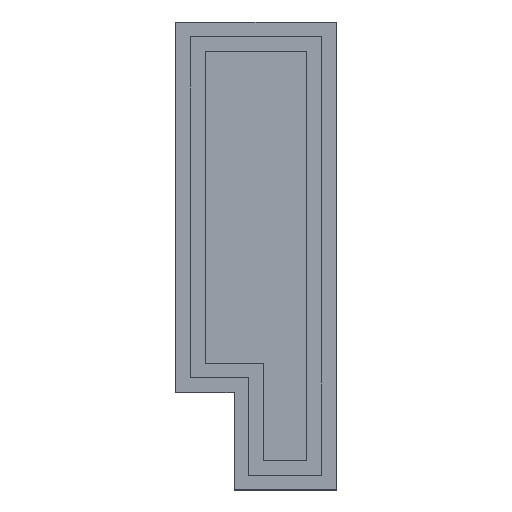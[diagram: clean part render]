
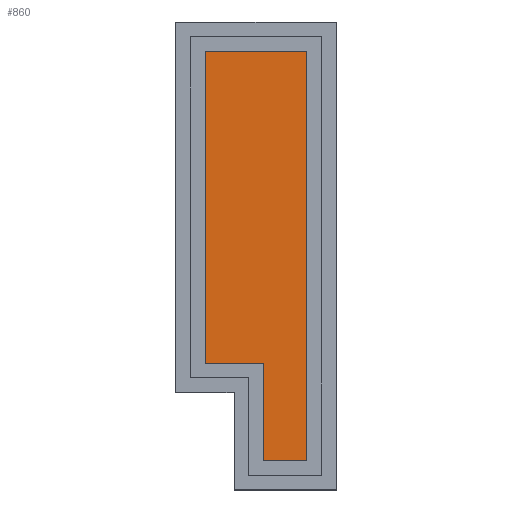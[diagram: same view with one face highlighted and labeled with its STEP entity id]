
A CAD part, top view. The second image highlights one B-rep face of the part: STEP entity #860.
In plain terms, the highlighted planar face has unit normal (0, 0, 1).
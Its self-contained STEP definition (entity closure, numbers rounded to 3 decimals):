
#721 = VERTEX_POINT('',#722);
#722 = CARTESIAN_POINT('',(-21.55,64.55,-11.6));
#730 = VERTEX_POINT('',#731);
#731 = CARTESIAN_POINT('',(-21.55,13.4,-11.6));
#737 = EDGE_CURVE('',#721,#730,#738,.T.);
#738 = LINE('',#739,#740);
#739 = CARTESIAN_POINT('',(-21.55,64.55,-11.6));
#740 = VECTOR('',#741,1.);
#741 = DIRECTION('',(0.,-1.,0.));
#752 = VERTEX_POINT('',#753);
#753 = CARTESIAN_POINT('',(-12.,13.4,-11.6));
#761 = EDGE_CURVE('',#752,#730,#762,.T.);
#762 = LINE('',#763,#764);
#763 = CARTESIAN_POINT('',(-12.,13.4,-11.6));
#764 = VECTOR('',#765,1.);
#765 = DIRECTION('',(-1.,0.,0.));
#776 = VERTEX_POINT('',#777);
#777 = CARTESIAN_POINT('',(-12.,-2.55,-11.6));
#785 = EDGE_CURVE('',#776,#752,#786,.T.);
#786 = LINE('',#787,#788);
#787 = CARTESIAN_POINT('',(-12.,-2.55,-11.6));
#788 = VECTOR('',#789,1.);
#789 = DIRECTION('',(0.,1.,0.));
#800 = VERTEX_POINT('',#801);
#801 = CARTESIAN_POINT('',(-4.85,-2.55,-11.6));
#809 = EDGE_CURVE('',#800,#776,#810,.T.);
#810 = LINE('',#811,#812);
#811 = CARTESIAN_POINT('',(-4.85,-2.55,-11.6));
#812 = VECTOR('',#813,1.);
#813 = DIRECTION('',(-1.,0.,0.));
#824 = VERTEX_POINT('',#825);
#825 = CARTESIAN_POINT('',(-4.85,64.55,-11.6));
#833 = EDGE_CURVE('',#824,#800,#834,.T.);
#834 = LINE('',#835,#836);
#835 = CARTESIAN_POINT('',(-4.85,64.55,-11.6));
#836 = VECTOR('',#837,1.);
#837 = DIRECTION('',(0.,-1.,0.));
#850 = EDGE_CURVE('',#721,#824,#851,.T.);
#851 = LINE('',#852,#853);
#852 = CARTESIAN_POINT('',(-21.55,64.55,-11.6));
#853 = VECTOR('',#854,1.);
#854 = DIRECTION('',(1.,0.,0.));
#860 = ADVANCED_FACE('',(#861),#869,.T.);
#861 = FACE_BOUND('',#862,.T.);
#862 = EDGE_LOOP('',(#863,#864,#865,#866,#867,#868));
#863 = ORIENTED_EDGE('',*,*,#850,.F.);
#864 = ORIENTED_EDGE('',*,*,#737,.T.);
#865 = ORIENTED_EDGE('',*,*,#761,.F.);
#866 = ORIENTED_EDGE('',*,*,#785,.F.);
#867 = ORIENTED_EDGE('',*,*,#809,.F.);
#868 = ORIENTED_EDGE('',*,*,#833,.F.);
#869 = PLANE('',#870);
#870 = AXIS2_PLACEMENT_3D('',#871,#872,#873);
#871 = CARTESIAN_POINT('',(-12.379,31.821,-11.6));
#872 = DIRECTION('',(0.,0.,1.));
#873 = DIRECTION('',(1.,0.,0.));
